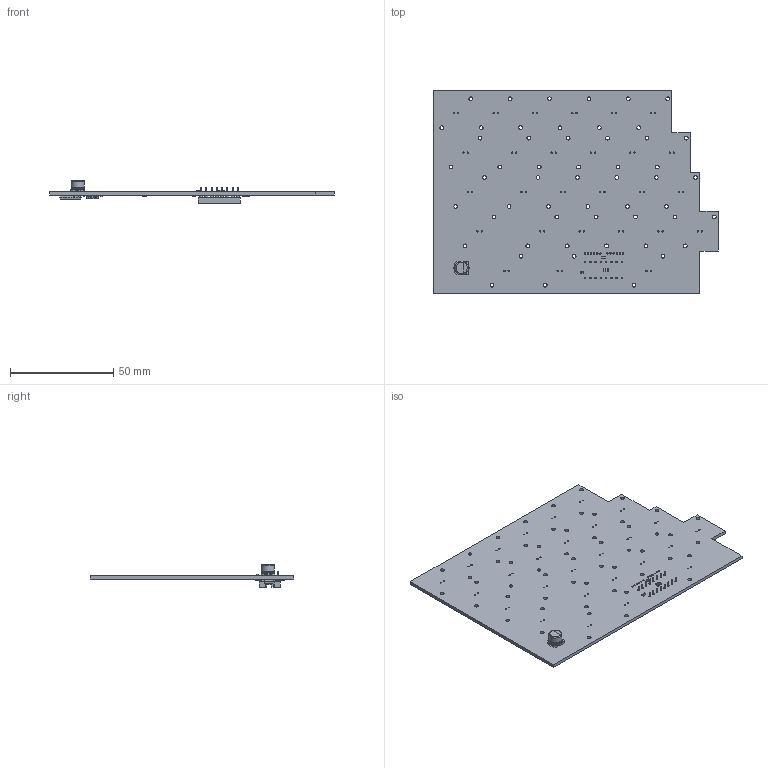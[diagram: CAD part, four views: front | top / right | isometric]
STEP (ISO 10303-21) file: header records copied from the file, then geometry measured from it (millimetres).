
FILE_DESCRIPTION(('KiCad electronic assembly'),'2;1');
FILE_NAME('lefthand.step','2020-05-24T01:48:25',('An Author'),( 'A Company'),'Open CASCADE STEP processor 6.9', 'KiCad to STEP converter','Unknown');
FILE_SCHEMA(('AUTOMOTIVE_DESIGN { 1 0 10303 214 1 1 1 1 }'));
Length unit declared in the file: millimetre
Products named in the file (14): Open CASCADE STEP translator 6.9 1; CP_Elec_6.3x5.4_Nichicon; SOLID; SOP-16_4.4x10.4mm_P1.27mm; SO-8_5.3x6.2mm_P1.27mm; DIP-16_W7.62mm_Socket; C_0603_1608Metric; R_0603_1608Metric; COMPOUND
Assembly tree (37 placements, depth 3):
  Open CASCADE STEP translator 6.9 1
    CP_Elec_6.3x5.4_Nichicon
      SOLID
    SOP-16_4.4x10.4mm_P1.27mm
      SOLID
    SO-8_5.3x6.2mm_P1.27mm
      SOLID
    DIP-16_W7.62mm_Socket
      SOLID
    C_0603_1608Metric  x11
      SOLID
    R_0603_1608Metric  x15
      SOLID
    COMPOUND
Bounding box: 137.8 x 98.3 x 11.11 mm (x, y, z)
Volume: 20402.6 mm3; surface area: 27578.3 mm2
Topology: 31 solids, 31 shells, 1611 faces, 4088 edges, 2642 vertices
Faces by surface type: plane 858, cylinder 626, bspline 74, cone 48, torus 4, revolution 1
Full cylindrical faces by diameter (mm): 0.4 x1, 0.5 x1, 0.508 x32, 0.6 x27, 0.7 x12, 0.8 x16, 1.524 x16, 1.724 x16, 1.8 x54, 6.3 x2
Entity records: 67291 total; most frequent: CARTESIAN_POINT 12322, DIRECTION 9331, LINE 5174, VECTOR 5174, ORIENTED_EDGE 4832, PCURVE 4832, DEFINITIONAL_REPRESENTATION 4832, EDGE_CURVE 2416
